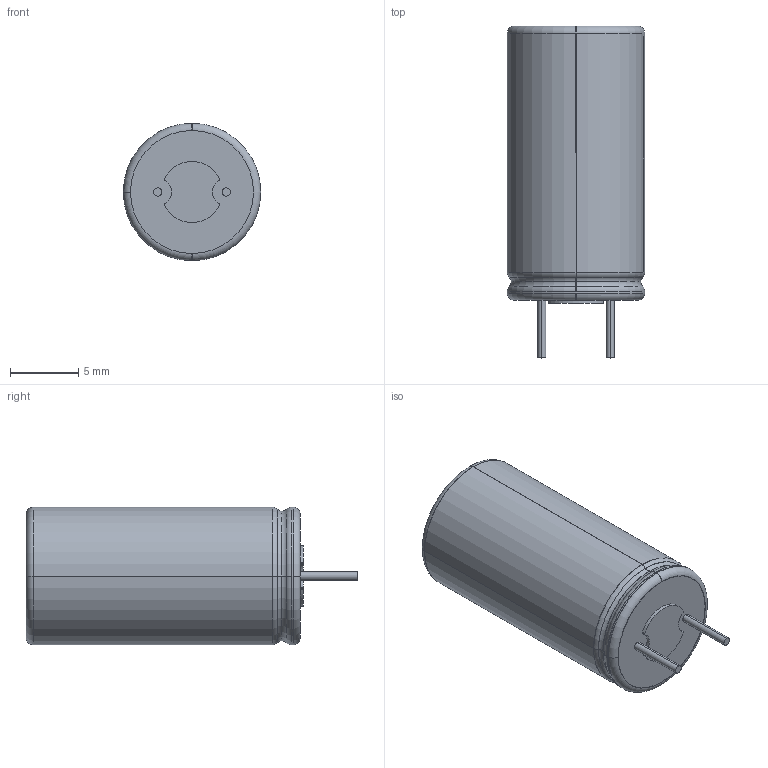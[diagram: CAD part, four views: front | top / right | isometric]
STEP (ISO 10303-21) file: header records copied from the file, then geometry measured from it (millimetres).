
FILE_DESCRIPTION (( 'STEP AP214' ), '1' );
FILE_NAME ('20A94393-DE70-4A6B-A03D-E708945F0826.STEP', '2022-09-01T21:58:27', ( '' ), ( '' ), 'SwSTEP 2.0', 'SolidWorks 2022', '' );
FILE_SCHEMA (( 'AUTOMOTIVE_DESIGN' ));
Length unit declared in the file: millimetre
Products named in the file (1): 20A94393-DE70-4A6B-A03D-E708945F0826
Bounding box: 10.05 x 24.27 x 10.05 mm (x, y, z)
Surface area: 1771.9 mm2 (no closed solid volume)
Topology: 0 solids, 4 shells, 106 faces, 283 edges, 199 vertices
Faces by surface type: cylinder 64, torus 36, plane 6
Entity records: 4582 total; most frequent: CARTESIAN_POINT 661, DIRECTION 637, ORIENTED_EDGE 512, EDGE_CURVE 283, AXIS2_PLACEMENT_3D 271, VERTEX_POINT 199, CIRCLE 164, EDGE_LOOP 123
